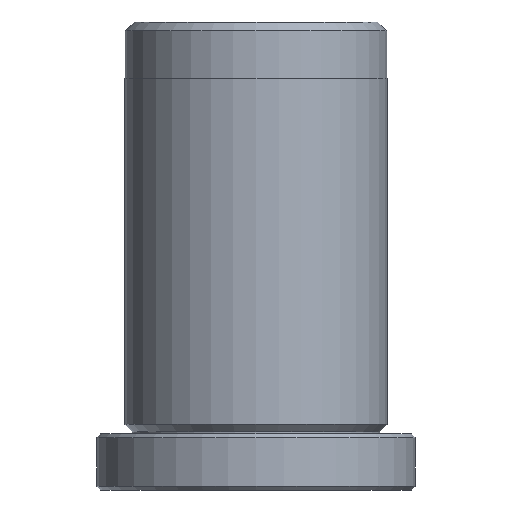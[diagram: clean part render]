
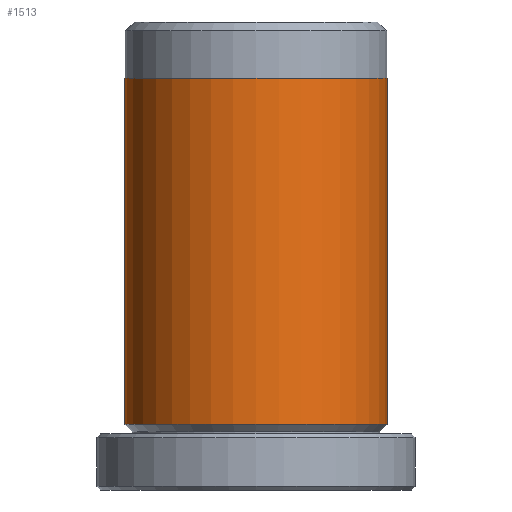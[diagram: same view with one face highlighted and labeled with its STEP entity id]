
A CAD part, front view. The second image highlights one B-rep face of the part: STEP entity #1513.
In plain terms, the highlighted cylindrical face has radius 7 mm (diameter 14 mm), a partial arc.
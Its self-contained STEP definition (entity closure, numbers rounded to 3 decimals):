
#1 = DIRECTION ( 'NONE',  ( -1., 0., 0. ) ) ;
#48 = ORIENTED_EDGE ( 'NONE', *, *, #1812, .F. ) ;
#76 = EDGE_CURVE ( 'NONE', #270, #867, #183, .T. ) ;
#166 = EDGE_CURVE ( 'NONE', #1349, #1631, #573, .T. ) ;
#183 = LINE ( 'NONE', #757, #1222 ) ;
#199 = CARTESIAN_POINT ( 'NONE',  ( 0., 0., 22. ) ) ;
#205 = VECTOR ( 'NONE', #923, 1000. ) ;
#270 = VERTEX_POINT ( 'NONE', #869 ) ;
#297 = CARTESIAN_POINT ( 'NONE',  ( 7., 0., 22. ) ) ;
#337 = DIRECTION ( 'NONE',  ( 1., 0., 0. ) ) ;
#371 = CARTESIAN_POINT ( 'NONE',  ( 0., 0., 25. ) ) ;
#378 = DIRECTION ( 'NONE',  ( 0., 0., -1. ) ) ;
#436 = CARTESIAN_POINT ( 'NONE',  ( -7., 0., 3.5 ) ) ;
#455 = DIRECTION ( 'NONE',  ( 0., 0., -1. ) ) ;
#472 = CYLINDRICAL_SURFACE ( 'NONE', #1483, 7. ) ;
#573 = LINE ( 'NONE', #1488, #205 ) ;
#661 = ORIENTED_EDGE ( 'NONE', *, *, #76, .T. ) ;
#757 = CARTESIAN_POINT ( 'NONE',  ( -7., 0., 25. ) ) ;
#825 = EDGE_LOOP ( 'NONE', ( #1460, #48, #661, #1095 ) ) ;
#829 = CARTESIAN_POINT ( 'NONE',  ( 7., 0., 3.5 ) ) ;
#846 = DIRECTION ( 'NONE',  ( 0., 0., -1. ) ) ;
#867 = VERTEX_POINT ( 'NONE', #436 ) ;
#869 = CARTESIAN_POINT ( 'NONE',  ( -7., 0., 22. ) ) ;
#923 = DIRECTION ( 'NONE',  ( 0., 0., -1. ) ) ;
#1063 = AXIS2_PLACEMENT_3D ( 'NONE', #1697, #846, #1 ) ;
#1095 = ORIENTED_EDGE ( 'NONE', *, *, #1720, .F. ) ;
#1186 = DIRECTION ( 'NONE',  ( 0., 0., 1. ) ) ;
#1222 = VECTOR ( 'NONE', #455, 1000. ) ;
#1232 = FACE_OUTER_BOUND ( 'NONE', #825, .T. ) ;
#1349 = VERTEX_POINT ( 'NONE', #297 ) ;
#1370 = DIRECTION ( 'NONE',  ( -1., 0., 0. ) ) ;
#1460 = ORIENTED_EDGE ( 'NONE', *, *, #166, .F. ) ;
#1483 = AXIS2_PLACEMENT_3D ( 'NONE', #371, #378, #1370 ) ;
#1488 = CARTESIAN_POINT ( 'NONE',  ( 7., 0., 25. ) ) ;
#1513 = ADVANCED_FACE ( 'NONE', ( #1232 ), #472, .T. ) ;
#1537 = AXIS2_PLACEMENT_3D ( 'NONE', #199, #1186, #337 ) ;
#1592 = CIRCLE ( 'NONE', #1537, 7. ) ;
#1631 = VERTEX_POINT ( 'NONE', #829 ) ;
#1697 = CARTESIAN_POINT ( 'NONE',  ( 0., 0., 3.5 ) ) ;
#1719 = CIRCLE ( 'NONE', #1063, 7. ) ;
#1720 = EDGE_CURVE ( 'NONE', #1631, #867, #1719, .T. ) ;
#1812 = EDGE_CURVE ( 'NONE', #270, #1349, #1592, .T. ) ;
